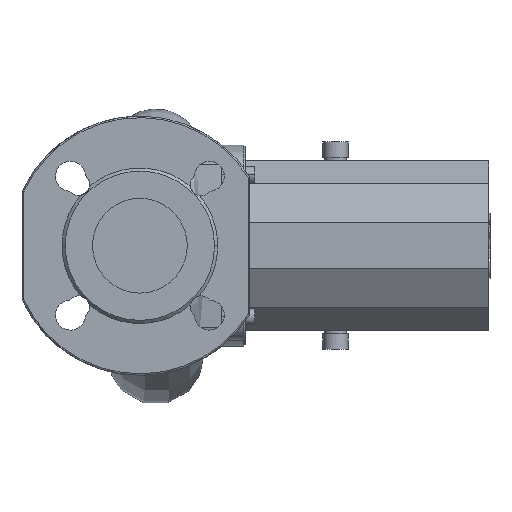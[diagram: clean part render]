
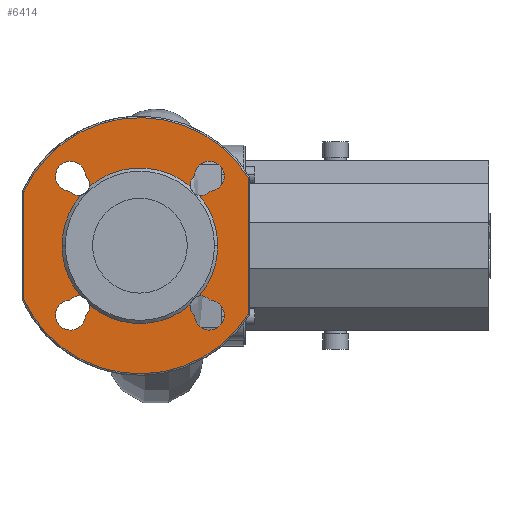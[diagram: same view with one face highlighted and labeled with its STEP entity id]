
A CAD part, left-side view. The second image highlights one B-rep face of the part: STEP entity #6414.
In plain terms, the highlighted planar face has unit normal (-1, 0, 0).
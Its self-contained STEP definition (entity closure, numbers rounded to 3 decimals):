
#5680=CARTESIAN_POINT('',(2.,-49.5,0.));
#5681=VERTEX_POINT('',#5680);
#5690=CARTESIAN_POINT('',(2.,-37.783,31.979));
#5691=VERTEX_POINT('',#5690);
#5692=CARTESIAN_POINT('',(2.,0.0,0.0));
#5693=DIRECTION('',(1.0,0.0,0.0));
#5694=DIRECTION('',(0.0,-1.0,0.0));
#5695=AXIS2_PLACEMENT_3D('',#5692,#5693,#5694);
#5696=CIRCLE('',#5695,49.5);
#5697=EDGE_CURVE('',#5691,#5681,#5696,.T.);
#5699=CARTESIAN_POINT('',(2.,-31.979,37.783));
#5700=VERTEX_POINT('',#5699);
#5714=CARTESIAN_POINT('',(2.,31.979,37.783));
#5715=VERTEX_POINT('',#5714);
#5716=CARTESIAN_POINT('',(2.,0.0,0.0));
#5717=DIRECTION('',(1.0,0.0,0.0));
#5718=DIRECTION('',(0.0,-1.0,0.0));
#5719=AXIS2_PLACEMENT_3D('',#5716,#5717,#5718);
#5720=CIRCLE('',#5719,49.5);
#5721=EDGE_CURVE('',#5715,#5700,#5720,.T.);
#5723=CARTESIAN_POINT('',(2.,37.783,31.979));
#5724=VERTEX_POINT('',#5723);
#5738=CARTESIAN_POINT('',(2.,49.5,0.));
#5739=VERTEX_POINT('',#5738);
#5740=CARTESIAN_POINT('',(2.,0.0,0.0));
#5741=DIRECTION('',(1.0,0.0,0.0));
#5742=DIRECTION('',(0.0,-1.0,0.0));
#5743=AXIS2_PLACEMENT_3D('',#5740,#5741,#5742);
#5744=CIRCLE('',#5743,49.5);
#5745=EDGE_CURVE('',#5739,#5724,#5744,.T.);
#6090=CARTESIAN_POINT('',(2.,74.0,34.15));
#6091=VERTEX_POINT('',#6090);
#6092=CARTESIAN_POINT('',(2.,-69.,43.373));
#6093=VERTEX_POINT('',#6092);
#6094=CARTESIAN_POINT('',(2.,0.0,0.0));
#6095=DIRECTION('',(1.,0.0,0.0));
#6096=DIRECTION('',(0.0,0.064,0.998));
#6097=AXIS2_PLACEMENT_3D('',#6094,#6095,#6096);
#6098=CIRCLE('',#6097,81.5);
#6099=EDGE_CURVE('',#6091,#6093,#6098,.T.);
#6158=CARTESIAN_POINT('',(2.,74.0,-34.15));
#6159=VERTEX_POINT('',#6158);
#6177=CARTESIAN_POINT('',(2.,74.0,-34.15));
#6178=DIRECTION('',(0.0,0.0,1.0));
#6179=VECTOR('',#6178,68.301);
#6180=LINE('',#6177,#6179);
#6181=EDGE_CURVE('',#6159,#6091,#6180,.T.);
#6192=CARTESIAN_POINT('',(2.,-69.,-43.373));
#6193=VERTEX_POINT('',#6192);
#6194=CARTESIAN_POINT('',(2.,0.0,0.0));
#6195=DIRECTION('',(1.,0.0,0.0));
#6196=DIRECTION('',(0.0,0.064,-0.998));
#6197=AXIS2_PLACEMENT_3D('',#6194,#6195,#6196);
#6198=CIRCLE('',#6197,81.5);
#6199=EDGE_CURVE('',#6193,#6159,#6198,.T.);
#6230=CARTESIAN_POINT('',(2.,-69.,43.373));
#6231=DIRECTION('',(0.0,0.0,-1.0));
#6232=VECTOR('',#6231,86.747);
#6233=LINE('',#6230,#6232);
#6234=EDGE_CURVE('',#6093,#6193,#6233,.T.);
#6269=CARTESIAN_POINT('',(2.,-66.0,0.));
#6270=DIRECTION('',(-1.0,0.0,0.0));
#6271=DIRECTION('',(0.0,0.0,-1.0));
#6272=AXIS2_PLACEMENT_3D('',#6269,#6270,#6271);
#6273=PLANE('',#6272);
#6274=ORIENTED_EDGE('',*,*,#6099,.F.);
#6275=ORIENTED_EDGE('',*,*,#6181,.F.);
#6276=ORIENTED_EDGE('',*,*,#6199,.F.);
#6277=ORIENTED_EDGE('',*,*,#6234,.F.);
#6278=EDGE_LOOP('',(#6274,#6275,#6276,#6277));
#6279=FACE_OUTER_BOUND('',#6278,.T.);
#6280=CARTESIAN_POINT('',(2.,34.699,44.497));
#6281=VERTEX_POINT('',#6280);
#6282=CARTESIAN_POINT('',(2.,38.891,38.891));
#6283=DIRECTION('',(1.0,0.0,0.0));
#6284=DIRECTION('',(0.0,1.0,0.0));
#6285=AXIS2_PLACEMENT_3D('',#6282,#6283,#6284);
#6286=CIRCLE('',#6285,7.);
#6287=EDGE_CURVE('',#6281,#5715,#6286,.T.);
#6288=ORIENTED_EDGE('',*,*,#6287,.T.);
#6289=ORIENTED_EDGE('',*,*,#5721,.T.);
#6290=CARTESIAN_POINT('',(2.,-34.699,44.497));
#6291=VERTEX_POINT('',#6290);
#6292=CARTESIAN_POINT('',(2.,-38.891,38.891));
#6293=DIRECTION('',(1.0,0.0,0.0));
#6294=DIRECTION('',(0.0,0.0,1.0));
#6295=AXIS2_PLACEMENT_3D('',#6292,#6293,#6294);
#6296=CIRCLE('',#6295,7.);
#6297=EDGE_CURVE('',#5700,#6291,#6296,.T.);
#6298=ORIENTED_EDGE('',*,*,#6297,.T.);
#6299=CARTESIAN_POINT('',(2.,-44.497,34.699));
#6300=VERTEX_POINT('',#6299);
#6301=CARTESIAN_POINT('',(2.,-44.194,44.194));
#6302=DIRECTION('',(1.0,0.0,0.0));
#6303=DIRECTION('',(0.0,0.0,1.0));
#6304=AXIS2_PLACEMENT_3D('',#6301,#6302,#6303);
#6305=CIRCLE('',#6304,9.5);
#6306=EDGE_CURVE('',#6291,#6300,#6305,.T.);
#6307=ORIENTED_EDGE('',*,*,#6306,.T.);
#6308=CARTESIAN_POINT('',(2.,-38.891,38.891));
#6309=DIRECTION('',(1.0,0.0,0.0));
#6310=DIRECTION('',(0.0,0.0,1.0));
#6311=AXIS2_PLACEMENT_3D('',#6308,#6309,#6310);
#6312=CIRCLE('',#6311,7.);
#6313=EDGE_CURVE('',#6300,#5691,#6312,.T.);
#6314=ORIENTED_EDGE('',*,*,#6313,.T.);
#6315=ORIENTED_EDGE('',*,*,#5697,.T.);
#6316=CARTESIAN_POINT('',(2.,-37.783,-31.979));
#6317=VERTEX_POINT('',#6316);
#6318=CARTESIAN_POINT('',(2.,0.0,0.0));
#6319=DIRECTION('',(1.0,0.0,0.0));
#6320=DIRECTION('',(0.0,-1.0,0.0));
#6321=AXIS2_PLACEMENT_3D('',#6318,#6319,#6320);
#6322=CIRCLE('',#6321,49.5);
#6323=EDGE_CURVE('',#5681,#6317,#6322,.T.);
#6324=ORIENTED_EDGE('',*,*,#6323,.T.);
#6325=CARTESIAN_POINT('',(2.,-44.497,-34.699));
#6326=VERTEX_POINT('',#6325);
#6327=CARTESIAN_POINT('',(2.,-38.891,-38.891));
#6328=DIRECTION('',(1.0,0.0,0.0));
#6329=DIRECTION('',(0.0,-1.0,0.0));
#6330=AXIS2_PLACEMENT_3D('',#6327,#6328,#6329);
#6331=CIRCLE('',#6330,7.);
#6332=EDGE_CURVE('',#6317,#6326,#6331,.T.);
#6333=ORIENTED_EDGE('',*,*,#6332,.T.);
#6334=CARTESIAN_POINT('',(2.,-34.699,-44.497));
#6335=VERTEX_POINT('',#6334);
#6336=CARTESIAN_POINT('',(2.,-44.194,-44.194));
#6337=DIRECTION('',(1.0,0.0,0.0));
#6338=DIRECTION('',(0.0,-1.0,0.0));
#6339=AXIS2_PLACEMENT_3D('',#6336,#6337,#6338);
#6340=CIRCLE('',#6339,9.5);
#6341=EDGE_CURVE('',#6326,#6335,#6340,.T.);
#6342=ORIENTED_EDGE('',*,*,#6341,.T.);
#6343=CARTESIAN_POINT('',(2.,-31.979,-37.783));
#6344=VERTEX_POINT('',#6343);
#6345=CARTESIAN_POINT('',(2.,-38.891,-38.891));
#6346=DIRECTION('',(1.0,0.0,0.0));
#6347=DIRECTION('',(0.0,-1.0,0.0));
#6348=AXIS2_PLACEMENT_3D('',#6345,#6346,#6347);
#6349=CIRCLE('',#6348,7.);
#6350=EDGE_CURVE('',#6335,#6344,#6349,.T.);
#6351=ORIENTED_EDGE('',*,*,#6350,.T.);
#6352=CARTESIAN_POINT('',(2.,31.979,-37.783));
#6353=VERTEX_POINT('',#6352);
#6354=CARTESIAN_POINT('',(2.,0.0,0.0));
#6355=DIRECTION('',(1.0,0.0,0.0));
#6356=DIRECTION('',(0.0,-1.0,0.0));
#6357=AXIS2_PLACEMENT_3D('',#6354,#6355,#6356);
#6358=CIRCLE('',#6357,49.5);
#6359=EDGE_CURVE('',#6344,#6353,#6358,.T.);
#6360=ORIENTED_EDGE('',*,*,#6359,.T.);
#6361=CARTESIAN_POINT('',(2.,34.699,-44.497));
#6362=VERTEX_POINT('',#6361);
#6363=CARTESIAN_POINT('',(2.,38.891,-38.891));
#6364=DIRECTION('',(1.0,0.0,0.0));
#6365=DIRECTION('',(0.0,0.0,-1.0));
#6366=AXIS2_PLACEMENT_3D('',#6363,#6364,#6365);
#6367=CIRCLE('',#6366,7.);
#6368=EDGE_CURVE('',#6353,#6362,#6367,.T.);
#6369=ORIENTED_EDGE('',*,*,#6368,.T.);
#6370=CARTESIAN_POINT('',(2.,44.497,-34.699));
#6371=VERTEX_POINT('',#6370);
#6372=CARTESIAN_POINT('',(2.,44.194,-44.194));
#6373=DIRECTION('',(1.0,0.0,0.0));
#6374=DIRECTION('',(0.0,0.0,-1.0));
#6375=AXIS2_PLACEMENT_3D('',#6372,#6373,#6374);
#6376=CIRCLE('',#6375,9.5);
#6377=EDGE_CURVE('',#6362,#6371,#6376,.T.);
#6378=ORIENTED_EDGE('',*,*,#6377,.T.);
#6379=CARTESIAN_POINT('',(2.,37.783,-31.979));
#6380=VERTEX_POINT('',#6379);
#6381=CARTESIAN_POINT('',(2.,38.891,-38.891));
#6382=DIRECTION('',(1.0,0.0,0.0));
#6383=DIRECTION('',(0.0,0.0,-1.0));
#6384=AXIS2_PLACEMENT_3D('',#6381,#6382,#6383);
#6385=CIRCLE('',#6384,7.);
#6386=EDGE_CURVE('',#6371,#6380,#6385,.T.);
#6387=ORIENTED_EDGE('',*,*,#6386,.T.);
#6388=CARTESIAN_POINT('',(2.,0.0,0.0));
#6389=DIRECTION('',(1.0,0.0,0.0));
#6390=DIRECTION('',(0.0,-1.0,0.0));
#6391=AXIS2_PLACEMENT_3D('',#6388,#6389,#6390);
#6392=CIRCLE('',#6391,49.5);
#6393=EDGE_CURVE('',#6380,#5739,#6392,.T.);
#6394=ORIENTED_EDGE('',*,*,#6393,.T.);
#6395=ORIENTED_EDGE('',*,*,#5745,.T.);
#6396=CARTESIAN_POINT('',(2.,44.497,34.699));
#6397=VERTEX_POINT('',#6396);
#6398=CARTESIAN_POINT('',(2.,38.891,38.891));
#6399=DIRECTION('',(1.0,0.0,0.0));
#6400=DIRECTION('',(0.0,1.0,0.0));
#6401=AXIS2_PLACEMENT_3D('',#6398,#6399,#6400);
#6402=CIRCLE('',#6401,7.);
#6403=EDGE_CURVE('',#5724,#6397,#6402,.T.);
#6404=ORIENTED_EDGE('',*,*,#6403,.T.);
#6405=CARTESIAN_POINT('',(2.,44.194,44.194));
#6406=DIRECTION('',(1.0,0.0,0.0));
#6407=DIRECTION('',(0.0,1.0,0.0));
#6408=AXIS2_PLACEMENT_3D('',#6405,#6406,#6407);
#6409=CIRCLE('',#6408,9.5);
#6410=EDGE_CURVE('',#6397,#6281,#6409,.T.);
#6411=ORIENTED_EDGE('',*,*,#6410,.T.);
#6412=EDGE_LOOP('',(#6288,#6289,#6298,#6307,#6314,#6315,#6324,#6333,#6342,#6351,#6360,#6369,#6378,#6387,#6394,#6395,#6404,#6411));
#6413=FACE_BOUND('',#6412,.T.);
#6414=ADVANCED_FACE('',(#6279,#6413),#6273,.T.);
